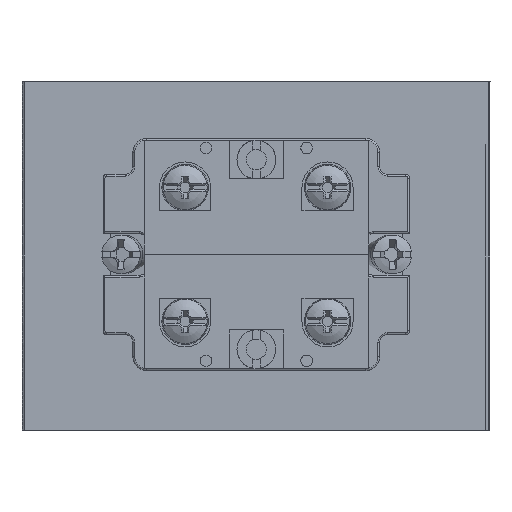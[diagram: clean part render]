
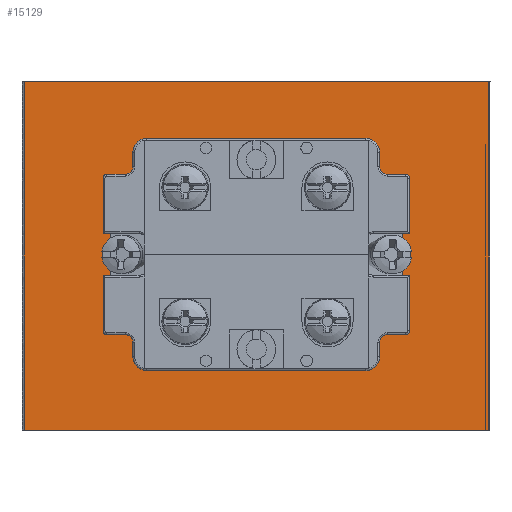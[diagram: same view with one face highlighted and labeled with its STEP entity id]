
A CAD part, left-side view. The second image highlights one B-rep face of the part: STEP entity #15129.
In plain terms, the highlighted planar face has unit normal (-1, 0, 0).
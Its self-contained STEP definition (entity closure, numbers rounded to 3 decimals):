
#14957=CARTESIAN_POINT('',(-15.704,-32.725,11.25));
#14958=VERTEX_POINT('',#14957);
#14959=CARTESIAN_POINT('',(-15.704,-32.725,22.5));
#14960=DIRECTION('',(1.0,0.0,0.0));
#14961=DIRECTION('',(0.0,0.0,1.0));
#14962=AXIS2_PLACEMENT_3D('',#14959,#14960,#14961);
#14963=CIRCLE('',#14962,11.25);
#14964=EDGE_CURVE('',#14958,#14958,#14963,.T.);
#14991=CARTESIAN_POINT('',(-15.704,-2.725,45.0));
#14992=VERTEX_POINT('',#14991);
#15011=CARTESIAN_POINT('',(-15.704,-2.725,0.0));
#15012=VERTEX_POINT('',#15011);
#15021=CARTESIAN_POINT('',(-15.704,-2.725,0.0));
#15022=DIRECTION('',(0.0,0.0,1.0));
#15023=VECTOR('',#15022,45.0);
#15024=LINE('',#15021,#15023);
#15025=EDGE_CURVE('',#15012,#14992,#15024,.T.);
#15075=CARTESIAN_POINT('',(-15.704,-62.725,45.0));
#15076=VERTEX_POINT('',#15075);
#15085=CARTESIAN_POINT('',(-15.704,-62.725,0.0));
#15086=VERTEX_POINT('',#15085);
#15087=CARTESIAN_POINT('',(-15.704,-62.725,0.0));
#15088=DIRECTION('',(0.0,0.0,1.0));
#15089=VECTOR('',#15088,45.0);
#15090=LINE('',#15087,#15089);
#15091=EDGE_CURVE('',#15086,#15076,#15090,.T.);
#15105=CARTESIAN_POINT('',(-15.704,-62.725,0.0));
#15106=DIRECTION('',(-1.0,0.0,0.0));
#15107=DIRECTION('',(0.0,0.0,1.0));
#15108=AXIS2_PLACEMENT_3D('',#15105,#15106,#15107);
#15109=PLANE('',#15108);
#15110=CARTESIAN_POINT('',(-15.704,-62.725,45.0));
#15111=DIRECTION('',(0.0,1.0,0.0));
#15112=VECTOR('',#15111,60.0);
#15113=LINE('',#15110,#15112);
#15114=EDGE_CURVE('',#15076,#14992,#15113,.T.);
#15115=ORIENTED_EDGE('',*,*,#15114,.T.);
#15116=ORIENTED_EDGE('',*,*,#15025,.F.);
#15117=CARTESIAN_POINT('',(-15.704,-2.725,0.0));
#15118=DIRECTION('',(0.0,-1.0,0.0));
#15119=VECTOR('',#15118,60.0);
#15120=LINE('',#15117,#15119);
#15121=EDGE_CURVE('',#15012,#15086,#15120,.T.);
#15122=ORIENTED_EDGE('',*,*,#15121,.T.);
#15123=ORIENTED_EDGE('',*,*,#15091,.T.);
#15124=EDGE_LOOP('',(#15115,#15116,#15122,#15123));
#15125=FACE_OUTER_BOUND('',#15124,.T.);
#15126=ORIENTED_EDGE('',*,*,#14964,.T.);
#15127=EDGE_LOOP('',(#15126));
#15128=FACE_BOUND('',#15127,.T.);
#15129=ADVANCED_FACE('',(#15125,#15128),#15109,.T.);
